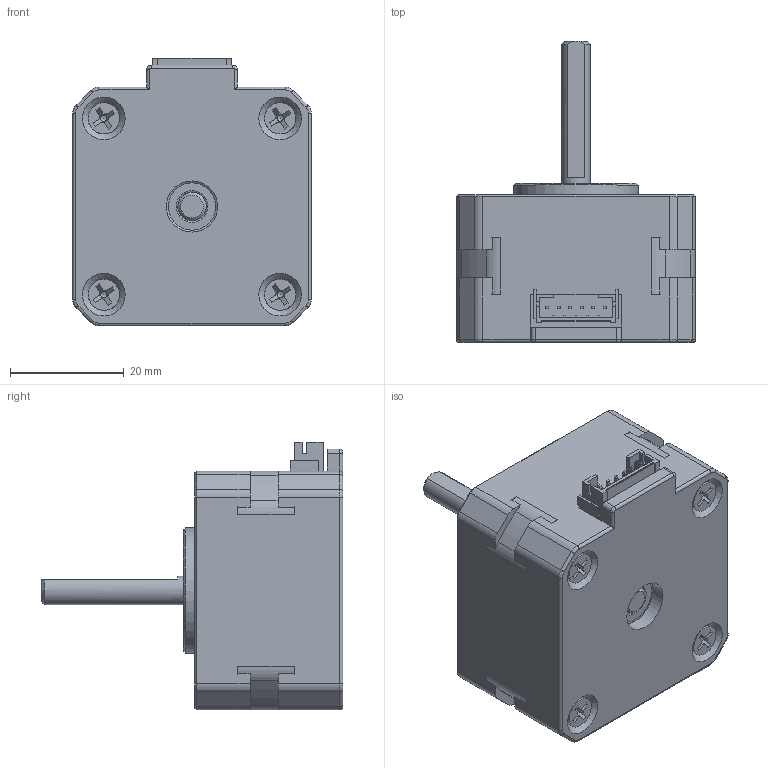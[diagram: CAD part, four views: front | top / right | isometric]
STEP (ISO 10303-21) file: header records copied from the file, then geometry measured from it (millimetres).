
FILE_DESCRIPTION(/* description */ (''),/* implementation_level */ '2;1');
FILE_NAME(/* name */ 'ATC_Nema17_Pancake_Stepper.step',/* time_stamp */ '2021-01-06T23:33:25+01:00',/* author */ (''),/* organization */ (''),/* preprocessor_version */ 'ST-DEVELOPER v18.1',/* originating_system */ 'Autodesk Translation Framework v9.7.0.1280',/* authorisation */ '');
FILE_SCHEMA (('AUTOMOTIVE_DESIGN { 1 0 10303 214 3 1 1 }'));
Length unit declared in the file: millimetre
Products named in the file (1): Nema17_Pancake_Stepper
Bounding box: 42 x 53 x 47.1 mm (x, y, z)
Volume: 37705.8 mm3; surface area: 13050.1 mm2
Topology: 1 solids, 4 shells, 460 faces, 1135 edges, 705 vertices
Faces by surface type: plane 296, cylinder 86, cone 56, torus 20, bspline 2
Full cylindrical faces by diameter (mm): 2.529 x4, 5 x3, 5.5 x4, 7.3 x1, 8.3 x4, 9 x1, 12.7 x4, 16 x4, 22 x1, 23.6 x1, 31 x1
Entity records: 13637 total; most frequent: CARTESIAN_POINT 2397, DIRECTION 2360, ORIENTED_EDGE 2262, EDGE_CURVE 1131, AXIS2_PLACEMENT_3D 804, LINE 752, VECTOR 752, VERTEX_POINT 705
